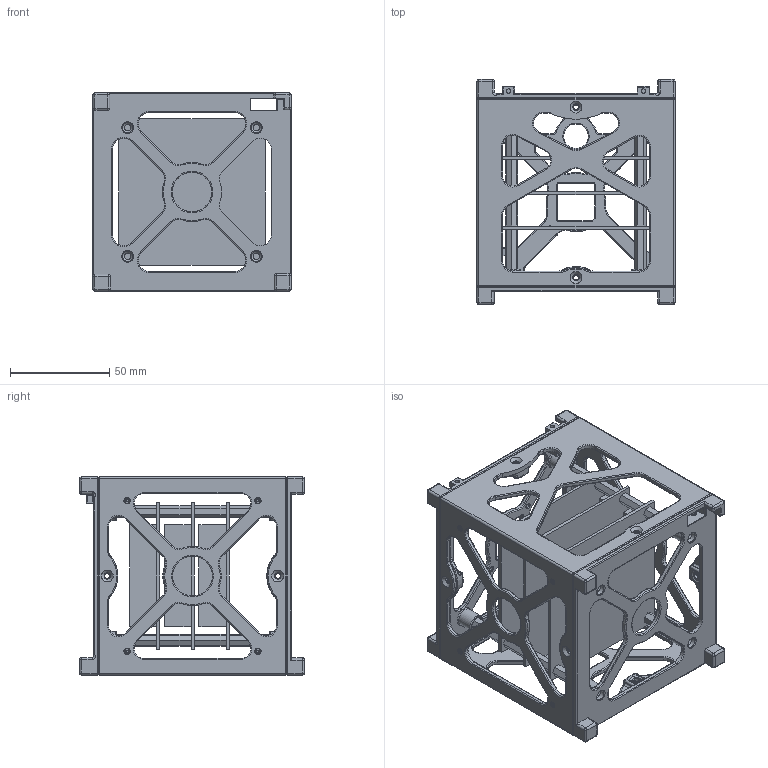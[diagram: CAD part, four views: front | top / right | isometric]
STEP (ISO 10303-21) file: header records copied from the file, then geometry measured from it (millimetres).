
FILE_DESCRIPTION(/* description */ (''),/* implementation_level */ '2;1');
FILE_NAME(/* name */ 'Analysis_Model.step',/* time_stamp */ '2024-08-21T21:44:16+09:00',/* author */ (''),/* organization */ (''),/* preprocessor_version */ 'ST-DEVELOPER v20',/* originating_system */ 'Autodesk Translation Framework v13.14.0.145',/* authorisation */ '');
FILE_SCHEMA (('AUTOMOTIVE_DESIGN { 1 0 10303 214 3 1 1 }'));
Products named in the file (7): Analysis_Model; bottom_Panel v19; Onebody_SidePanel; インサートナットM1.6×3mm v
1; upper_Panel; インサートナットM3×5mm; インサートナットM1.6×3mm
Assembly tree (18 placements, depth 3):
  Analysis_Model
    bottom_Panel v19
      インサートナットM3×5mm  x4
      インサートナットM1.6×3mm
    Onebody_SidePanel
      インサートナットM1.6×3mm v
1  x4
    upper_Panel
      インサートナットM3×5mm  x4
      インサートナットM1.6×3mm  x2
Bounding box: 100 x 113.5 x 100 mm (x, y, z)
Volume: 127693.8 mm3; surface area: 124342.6 mm2
Topology: 19 solids, 19 shells, 2290 faces, 5198 edges, 3018 vertices
Faces by surface type: cylinder 966, torus 562, plane 544, bspline 109, sphere 87, cone 22
Full cylindrical faces by diameter (mm): 1.271 x7, 1.9 x4, 2 x2, 2.2 x4, 2.5 x21, 2.529 x8, 2.8 x21, 3 x3, 3.2 x16, 4 x24, 4.76 x24, 5.2 x8, 6.5 x8, 9 x8, 9.3 x1, 12.3 x1, 20 x3
Entity records: 64271 total; most frequent: CARTESIAN_POINT 14089, DIRECTION 11480, ORIENTED_EDGE 9892, EDGE_CURVE 4946, AXIS2_PLACEMENT_3D 4695, VERTEX_POINT 2872, CIRCLE 2590, EDGE_LOOP 2371
